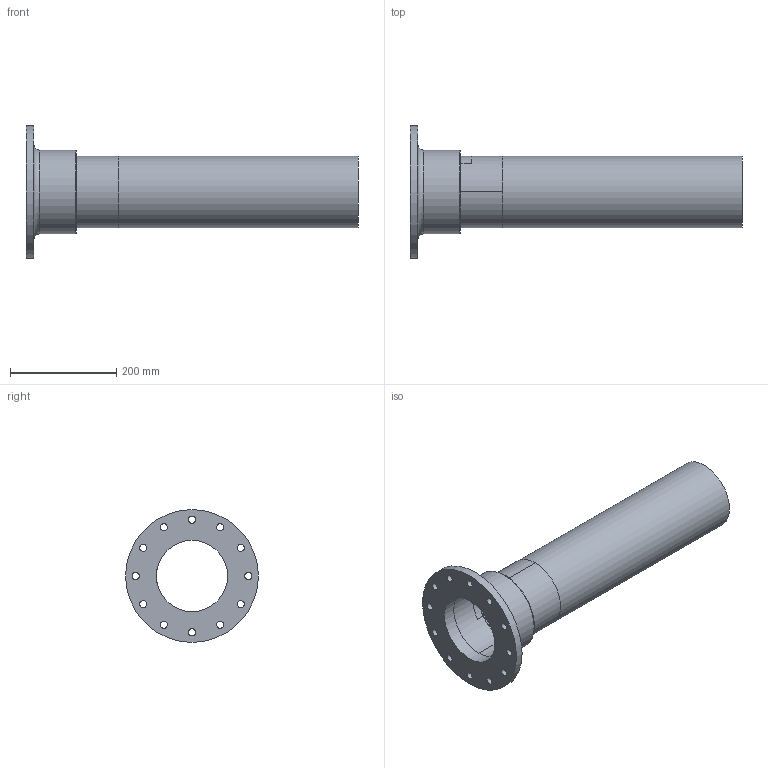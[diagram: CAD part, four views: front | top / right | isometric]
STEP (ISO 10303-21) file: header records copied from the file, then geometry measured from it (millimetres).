
FILE_DESCRIPTION( ( 'STEP Version 203' ), '1' );
FILE_NAME( 'Geom.stp', '02/06/16 12:50:50', ( 'Simon' ), ( ' ' ), 'PSStep 17.0.49', 'DesignModeler STEP Output', ' ' );
FILE_SCHEMA( ( 'CONFIG_CONTROL_DESIGN' ) );
Length unit declared in the file: metre
Products named in the file (2): Flansch_Alu_1060.par; 1
Bounding box: 625 x 250 x 250 mm (x, y, z)
Volume: 948696.5 mm3; surface area: 414955.8 mm2
Topology: 1 solids, 5 shells, 27 faces, 90 edges, 69 vertices
Faces by surface type: cylinder 19, torus 4, plane 3, cone 1
Full cylindrical faces by diameter (mm): 13.5 x12, 133.9 x2, 157.9 x1, 250 x1
Entity records: 906 total; most frequent: DIRECTION 158, CARTESIAN_POINT 137, ORIENTED_EDGE 89, EDGE_LOOP 76, AXIS2_PLACEMENT_3D 75, EDGE_CURVE 54, VERTEX_POINT 54, CIRCLE 46
